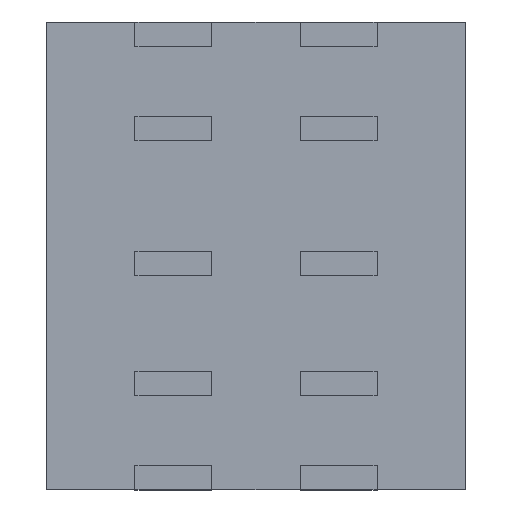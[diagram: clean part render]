
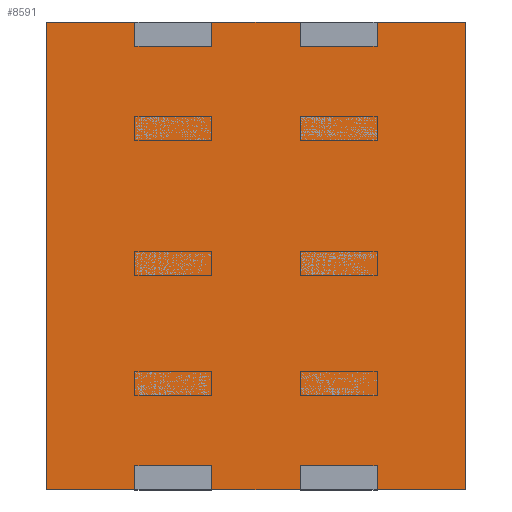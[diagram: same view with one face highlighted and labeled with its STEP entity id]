
A CAD part, left-side view. The second image highlights one B-rep face of the part: STEP entity #8591.
In plain terms, the highlighted planar face has unit normal (-1, 0, 0).
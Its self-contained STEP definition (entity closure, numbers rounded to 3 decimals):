
#175=FACE_OUTER_BOUND('',#613,.T.);
#613=EDGE_LOOP('',(#5815,#5816,#5817,#5818,#5819,#5820,#5821,#5822,#5823,
#5824,#5825,#5826,#5827,#5828,#5829,#5830,#5831,#5832,#5833,#5834));
#1099=LINE('',#11896,#2347);
#1103=LINE('',#11904,#2351);
#1106=LINE('',#11910,#2354);
#1109=LINE('',#11917,#2357);
#1113=LINE('',#11925,#2361);
#1116=LINE('',#11930,#2364);
#1118=LINE('',#11934,#2366);
#1121=LINE('',#11941,#2369);
#1125=LINE('',#11948,#2373);
#1127=LINE('',#11953,#2375);
#1131=LINE('',#11961,#2379);
#1136=LINE('',#11970,#2384);
#1137=LINE('',#11974,#2385);
#1141=LINE('',#11982,#2389);
#1144=LINE('',#11987,#2392);
#1147=LINE('',#11991,#2395);
#1150=LINE('',#11997,#2398);
#1151=LINE('',#12000,#2399);
#1154=LINE('',#12006,#2402);
#1157=LINE('',#12011,#2405);
#2347=VECTOR('',#9706,10.);
#2351=VECTOR('',#9712,10.);
#2354=VECTOR('',#9717,10.);
#2357=VECTOR('',#9722,10.);
#2361=VECTOR('',#9728,10.);
#2364=VECTOR('',#9733,10.);
#2366=VECTOR('',#9737,10.);
#2369=VECTOR('',#9742,10.);
#2373=VECTOR('',#9748,10.);
#2375=VECTOR('',#9752,10.);
#2379=VECTOR('',#9758,10.);
#2384=VECTOR('',#9765,10.);
#2385=VECTOR('',#9768,10.);
#2389=VECTOR('',#9774,10.);
#2392=VECTOR('',#9779,10.);
#2395=VECTOR('',#9784,10.);
#2398=VECTOR('',#9789,10.);
#2399=VECTOR('',#9792,10.);
#2402=VECTOR('',#9797,10.);
#2405=VECTOR('',#9802,10.);
#3575=VERTEX_POINT('',#11894);
#3576=VERTEX_POINT('',#11895);
#3579=VERTEX_POINT('',#11903);
#3581=VERTEX_POINT('',#11909);
#3583=VERTEX_POINT('',#11915);
#3584=VERTEX_POINT('',#11916);
#3587=VERTEX_POINT('',#11924);
#3589=VERTEX_POINT('',#11933);
#3591=VERTEX_POINT('',#11939);
#3592=VERTEX_POINT('',#11940);
#3595=VERTEX_POINT('',#11951);
#3596=VERTEX_POINT('',#11952);
#3599=VERTEX_POINT('',#11960);
#3602=VERTEX_POINT('',#11968);
#3603=VERTEX_POINT('',#11972);
#3604=VERTEX_POINT('',#11973);
#3607=VERTEX_POINT('',#11981);
#3610=VERTEX_POINT('',#11995);
#3611=VERTEX_POINT('',#11999);
#3613=VERTEX_POINT('',#12005);
#4427=EDGE_CURVE('',#3575,#3576,#1099,.T.);
#4431=EDGE_CURVE('',#3576,#3579,#1103,.T.);
#4434=EDGE_CURVE('',#3581,#3575,#1106,.T.);
#4437=EDGE_CURVE('',#3583,#3584,#1109,.T.);
#4441=EDGE_CURVE('',#3587,#3584,#1113,.T.);
#4444=EDGE_CURVE('',#3587,#3581,#1116,.T.);
#4446=EDGE_CURVE('',#3589,#3583,#1118,.T.);
#4449=EDGE_CURVE('',#3591,#3592,#1121,.T.);
#4453=EDGE_CURVE('',#3589,#3591,#1125,.T.);
#4455=EDGE_CURVE('',#3595,#3596,#1127,.T.);
#4459=EDGE_CURVE('',#3596,#3599,#1131,.T.);
#4464=EDGE_CURVE('',#3595,#3602,#1136,.T.);
#4465=EDGE_CURVE('',#3603,#3604,#1137,.T.);
#4469=EDGE_CURVE('',#3607,#3604,#1141,.T.);
#4472=EDGE_CURVE('',#3607,#3602,#1144,.T.);
#4475=EDGE_CURVE('',#3599,#3579,#1147,.T.);
#4478=EDGE_CURVE('',#3603,#3610,#1150,.T.);
#4479=EDGE_CURVE('',#3611,#3592,#1151,.T.);
#4482=EDGE_CURVE('',#3613,#3611,#1154,.T.);
#4485=EDGE_CURVE('',#3610,#3613,#1157,.T.);
#5815=ORIENTED_EDGE('',*,*,#4479,.T.);
#5816=ORIENTED_EDGE('',*,*,#4449,.F.);
#5817=ORIENTED_EDGE('',*,*,#4453,.F.);
#5818=ORIENTED_EDGE('',*,*,#4446,.T.);
#5819=ORIENTED_EDGE('',*,*,#4437,.T.);
#5820=ORIENTED_EDGE('',*,*,#4441,.F.);
#5821=ORIENTED_EDGE('',*,*,#4444,.T.);
#5822=ORIENTED_EDGE('',*,*,#4434,.T.);
#5823=ORIENTED_EDGE('',*,*,#4427,.T.);
#5824=ORIENTED_EDGE('',*,*,#4431,.T.);
#5825=ORIENTED_EDGE('',*,*,#4475,.F.);
#5826=ORIENTED_EDGE('',*,*,#4459,.F.);
#5827=ORIENTED_EDGE('',*,*,#4455,.F.);
#5828=ORIENTED_EDGE('',*,*,#4464,.T.);
#5829=ORIENTED_EDGE('',*,*,#4472,.F.);
#5830=ORIENTED_EDGE('',*,*,#4469,.T.);
#5831=ORIENTED_EDGE('',*,*,#4465,.F.);
#5832=ORIENTED_EDGE('',*,*,#4478,.T.);
#5833=ORIENTED_EDGE('',*,*,#4485,.T.);
#5834=ORIENTED_EDGE('',*,*,#4482,.T.);
#8153=PLANE('',#9176);
#8591=ADVANCED_FACE('',(#175),#8153,.F.);
#9176=AXIS2_PLACEMENT_3D('',#12013,#9804,#9805);
#9706=DIRECTION('',(0.,0.,-1.));
#9712=DIRECTION('',(0.,-1.,0.));
#9717=DIRECTION('',(0.,-1.,0.));
#9722=DIRECTION('',(0.,0.,-1.));
#9728=DIRECTION('',(0.,1.,0.));
#9733=DIRECTION('',(0.,0.,1.));
#9737=DIRECTION('',(0.,-1.,0.));
#9742=DIRECTION('',(0.,1.,0.));
#9748=DIRECTION('',(0.,0.,-1.));
#9752=DIRECTION('',(0.,0.,1.));
#9758=DIRECTION('',(0.,-1.,0.));
#9765=DIRECTION('',(0.,1.,0.));
#9768=DIRECTION('',(0.,0.,1.));
#9774=DIRECTION('',(0.,1.,0.));
#9779=DIRECTION('',(0.,0.,-1.));
#9784=DIRECTION('',(0.,0.,-1.));
#9789=DIRECTION('',(0.,1.,0.));
#9792=DIRECTION('',(0.,0.,-1.));
#9797=DIRECTION('',(0.,1.,0.));
#9802=DIRECTION('',(0.,0.,1.));
#9804=DIRECTION('center_axis',(1.,0.,0.));
#9805=DIRECTION('ref_axis',(0.,0.,-1.));
#11894=CARTESIAN_POINT('',(0.,11.,-52.));
#11895=CARTESIAN_POINT('',(0.,11.,-55.));
#11896=CARTESIAN_POINT('',(0.,11.,-52.));
#11903=CARTESIAN_POINT('',(0.,0.,-55.));
#11904=CARTESIAN_POINT('',(0.,11.,-55.));
#11909=CARTESIAN_POINT('',(0.,20.5,-52.));
#11910=CARTESIAN_POINT('',(0.,0.,-52.));
#11915=CARTESIAN_POINT('',(0.,31.5,-52.));
#11916=CARTESIAN_POINT('',(0.,31.5,-55.));
#11917=CARTESIAN_POINT('',(0.,31.5,-52.));
#11924=CARTESIAN_POINT('',(0.,20.5,-55.));
#11925=CARTESIAN_POINT('',(0.,0.,-55.));
#11930=CARTESIAN_POINT('',(0.,20.5,-55.));
#11933=CARTESIAN_POINT('',(0.,41.,-52.));
#11934=CARTESIAN_POINT('',(0.,0.,-52.));
#11939=CARTESIAN_POINT('',(0.,41.,-55.));
#11940=CARTESIAN_POINT('',(0.,52.,-55.));
#11941=CARTESIAN_POINT('',(0.,0.,-55.));
#11948=CARTESIAN_POINT('',(0.,41.,-52.));
#11951=CARTESIAN_POINT('',(0.,11.,0.));
#11952=CARTESIAN_POINT('',(0.,11.,3.));
#11953=CARTESIAN_POINT('',(0.,11.,0.));
#11960=CARTESIAN_POINT('',(0.,0.,3.));
#11961=CARTESIAN_POINT('',(0.,11.,3.));
#11968=CARTESIAN_POINT('',(0.,20.5,0.));
#11970=CARTESIAN_POINT('',(0.,0.,0.));
#11972=CARTESIAN_POINT('',(0.,31.5,0.));
#11973=CARTESIAN_POINT('',(0.,31.5,3.));
#11974=CARTESIAN_POINT('',(0.,31.5,0.));
#11981=CARTESIAN_POINT('',(0.,20.5,3.));
#11982=CARTESIAN_POINT('',(0.,0.,3.));
#11987=CARTESIAN_POINT('',(0.,20.5,3.));
#11991=CARTESIAN_POINT('',(0.,0.,3.));
#11995=CARTESIAN_POINT('',(0.,41.,0.));
#11997=CARTESIAN_POINT('',(0.,0.,0.));
#11999=CARTESIAN_POINT('',(0.,52.,3.));
#12000=CARTESIAN_POINT('',(0.,52.,3.));
#12005=CARTESIAN_POINT('',(0.,41.,3.));
#12006=CARTESIAN_POINT('',(0.,0.,3.));
#12011=CARTESIAN_POINT('',(0.,41.,0.));
#12013=CARTESIAN_POINT('Origin',(0.,46.5,1.5));
